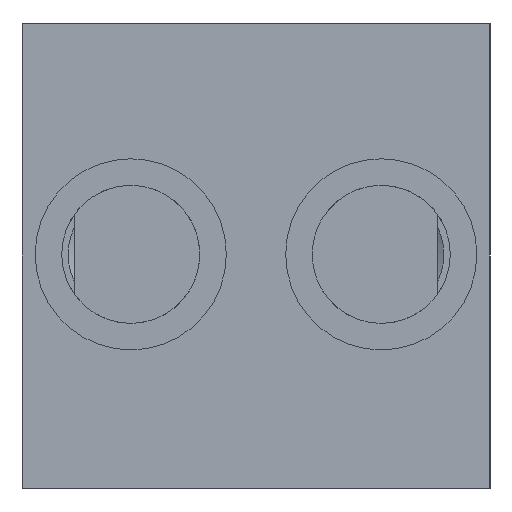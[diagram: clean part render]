
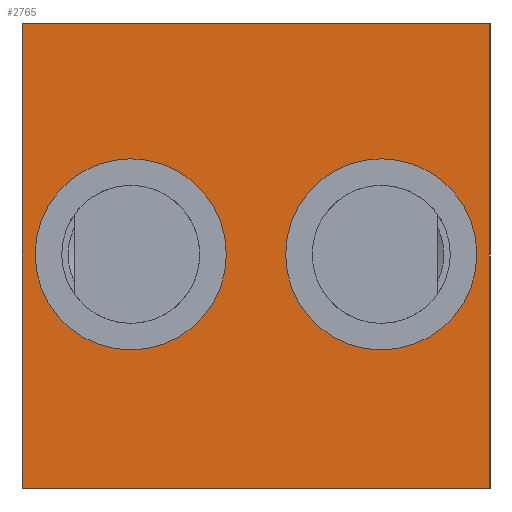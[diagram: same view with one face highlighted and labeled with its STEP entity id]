
A CAD part, left-side view. The second image highlights one B-rep face of the part: STEP entity #2765.
In plain terms, the highlighted planar face has unit normal (-1, 0, 0).
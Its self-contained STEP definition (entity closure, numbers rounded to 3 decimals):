
#304=LINE('',#4607,#412);
#306=LINE('',#4611,#414);
#307=LINE('',#4613,#415);
#308=LINE('',#4615,#416);
#412=VECTOR('',#3653,1000.);
#414=VECTOR('',#3657,1000.);
#415=VECTOR('',#3658,1000.);
#416=VECTOR('',#3659,1000.);
#625=ORIENTED_EDGE('',*,*,#1292,.T.);
#626=ORIENTED_EDGE('',*,*,#1294,.F.);
#627=ORIENTED_EDGE('',*,*,#1295,.F.);
#628=ORIENTED_EDGE('',*,*,#1296,.F.);
#629=ORIENTED_EDGE('',*,*,#1297,.T.);
#630=ORIENTED_EDGE('',*,*,#1298,.T.);
#1292=EDGE_CURVE('',#1619,#1618,#304,.T.);
#1294=EDGE_CURVE('',#1620,#1618,#306,.T.);
#1295=EDGE_CURVE('',#1621,#1620,#307,.T.);
#1296=EDGE_CURVE('',#1619,#1621,#308,.T.);
#1297=EDGE_CURVE('',#1622,#1622,#1785,.T.);
#1298=EDGE_CURVE('',#1623,#1623,#1786,.T.);
#1618=VERTEX_POINT('',#4606);
#1619=VERTEX_POINT('',#4608);
#1620=VERTEX_POINT('',#4612);
#1621=VERTEX_POINT('',#4614);
#1622=VERTEX_POINT('',#4617);
#1623=VERTEX_POINT('',#4619);
#1785=CIRCLE('',#3043,14.5);
#1786=CIRCLE('',#3044,14.5);
#1977=EDGE_LOOP('',(#625,#626,#627,#628));
#1978=EDGE_LOOP('',(#629));
#1979=EDGE_LOOP('',(#630));
#2323=FACE_BOUND('',#1977,.T.);
#2324=FACE_BOUND('',#1978,.T.);
#2325=FACE_BOUND('',#1979,.T.);
#2663=PLANE('',#3042);
#2765=ADVANCED_FACE('',(#2323,#2324,#2325),#2663,.F.);
#3042=AXIS2_PLACEMENT_3D('',#4610,#3655,#3656);
#3043=AXIS2_PLACEMENT_3D('',#4616,#3660,#3661);
#3044=AXIS2_PLACEMENT_3D('',#4618,#3662,#3663);
#3653=DIRECTION('',(0.,0.,-1.));
#3655=DIRECTION('',(1.,0.,0.));
#3656=DIRECTION('',(0.,0.,-1.));
#3657=DIRECTION('',(0.,1.,0.));
#3658=DIRECTION('',(0.,0.,-1.));
#3659=DIRECTION('',(0.,-1.,0.));
#3660=DIRECTION('',(1.,0.,0.));
#3661=DIRECTION('',(0.,1.,0.));
#3662=DIRECTION('',(1.,0.,0.));
#3663=DIRECTION('',(0.,1.,0.));
#4606=CARTESIAN_POINT('',(555.5,71.,45.));
#4607=CARTESIAN_POINT('',(555.5,71.,80.25));
#4608=CARTESIAN_POINT('',(555.5,71.,115.5));
#4610=CARTESIAN_POINT('',(555.5,35.5,80.25));
#4611=CARTESIAN_POINT('',(555.5,35.5,45.));
#4612=CARTESIAN_POINT('',(555.5,0.,45.));
#4613=CARTESIAN_POINT('',(555.5,0.,80.25));
#4614=CARTESIAN_POINT('',(555.5,0.,115.5));
#4615=CARTESIAN_POINT('',(555.5,35.5,115.5));
#4616=CARTESIAN_POINT('',(555.5,54.5,80.5));
#4617=CARTESIAN_POINT('',(555.5,69.,80.5));
#4618=CARTESIAN_POINT('',(555.5,16.5,80.5));
#4619=CARTESIAN_POINT('',(555.5,31.,80.5));
